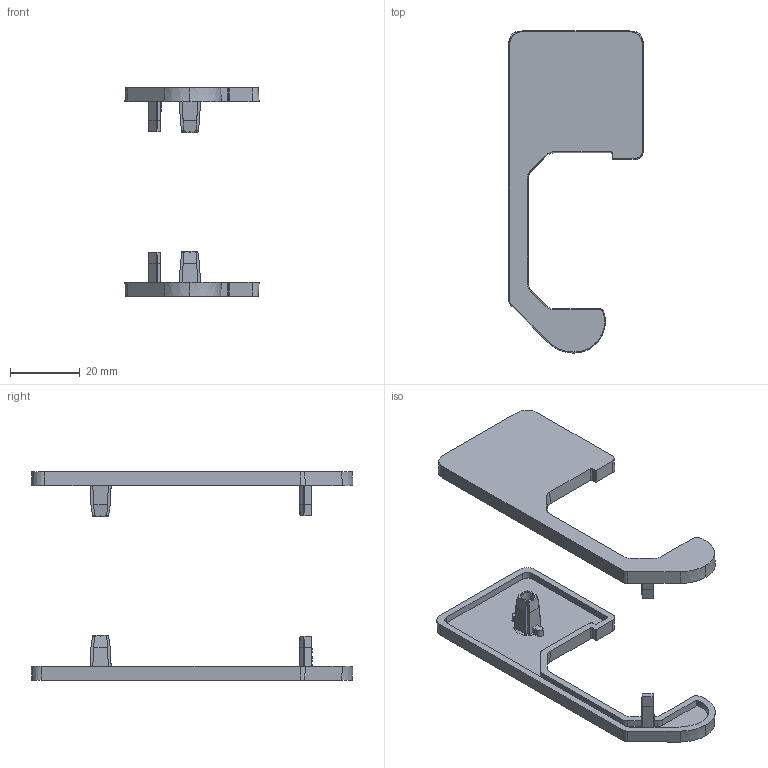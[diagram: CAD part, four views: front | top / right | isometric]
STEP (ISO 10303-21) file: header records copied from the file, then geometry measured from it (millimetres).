
FILE_DESCRIPTION(/* description */ ('STEP AP214'),/* implementation_level */ '2;1');
FILE_NAME(/* name */ '091399S01(high)',/* time_stamp */ '2025-01-22T10:15:58+01:00',/* author */ ('License CC BY-ND 4.0'),/* organization */ ('CADENAS'),/* preprocessor_version */ 'ST-DEVELOPER v19.3',/* originating_system */ 'PARTsolutions',/* authorisation */ ' ');
FILE_SCHEMA (('AUTOMOTIVE_DESIGN {1 0 10303 214 3 1 1}'));
Length unit declared in the file: millimetre
Products named in the file (3): 091399S01(high); 091399S01p1high; 091399S01p2high
Assembly tree (2 placements, depth 2):
  091399S01(high)
    091399S01p1high
    091399S01p2high
Bounding box: 38.6 x 92.6 x 60 mm (x, y, z)
Volume: 10019.7 mm3; surface area: 11641.8 mm2
Topology: 2 solids, 2 shells, 224 faces, 632 edges, 416 vertices
Faces by surface type: plane 126, cone 60, cylinder 34, sphere 4
Entity records: 7379 total; most frequent: CARTESIAN_POINT 1451, ORIENTED_EDGE 1256, DIRECTION 1222, EDGE_CURVE 628, AXIS2_PLACEMENT_3D 425, VERTEX_POINT 414, LINE 372, VECTOR 372
